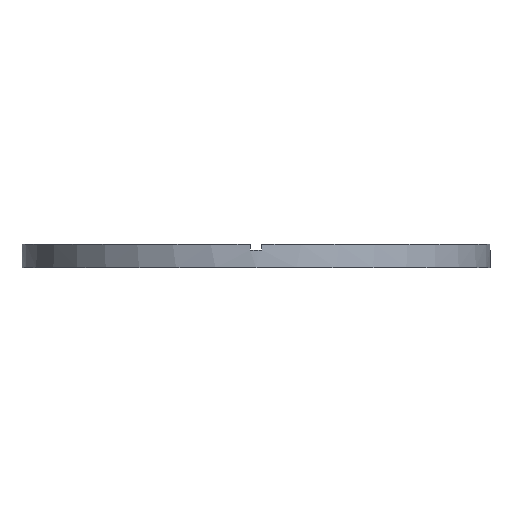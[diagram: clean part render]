
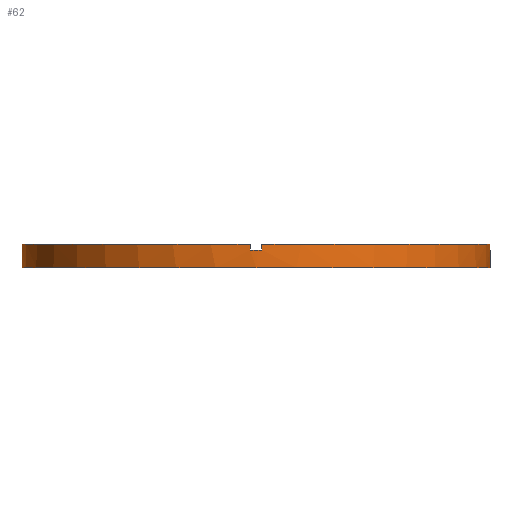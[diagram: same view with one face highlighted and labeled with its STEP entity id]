
A CAD part, front view. The second image highlights one B-rep face of the part: STEP entity #62.
In plain terms, the highlighted cylindrical face has radius 39.5 mm (diameter 79 mm), a partial arc.
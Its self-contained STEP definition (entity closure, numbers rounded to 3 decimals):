
#2 = CARTESIAN_POINT ( 'NONE',  ( -39.487, -1., 3. ) ) ;
#8 = CARTESIAN_POINT ( 'NONE',  ( -39.5, 0., 4. ) ) ;
#9 = DIRECTION ( 'NONE',  ( 0., 0., 1. ) ) ;
#13 = CARTESIAN_POINT ( 'NONE',  ( 39.5, 0., 0. ) ) ;
#20 = AXIS2_PLACEMENT_3D ( 'NONE', #140, #157, #472 ) ;
#25 = DIRECTION ( 'NONE',  ( 0., 0., 1. ) ) ;
#30 = LINE ( 'NONE', #115, #554 ) ;
#32 = VECTOR ( 'NONE', #668, 1000. ) ;
#44 = CIRCLE ( 'NONE', #354, 39.5 ) ;
#53 = VECTOR ( 'NONE', #25, 1000. ) ;
#54 = DIRECTION ( 'NONE',  ( 0., 0., -1. ) ) ;
#58 = AXIS2_PLACEMENT_3D ( 'NONE', #289, #533, #528 ) ;
#59 = VECTOR ( 'NONE', #385, 1000. ) ;
#60 = LINE ( 'NONE', #495, #327 ) ;
#62 = ADVANCED_FACE ( 'NONE', ( #401 ), #391, .T. ) ;
#77 = VERTEX_POINT ( 'NONE', #601 ) ;
#115 = CARTESIAN_POINT ( 'NONE',  ( -1., -39.487, 4. ) ) ;
#122 = CARTESIAN_POINT ( 'NONE',  ( 39.487, -1., 4. ) ) ;
#124 = DIRECTION ( 'NONE',  ( 0., 0., -1. ) ) ;
#140 = CARTESIAN_POINT ( 'NONE',  ( 0., 0., 4. ) ) ;
#144 = AXIS2_PLACEMENT_3D ( 'NONE', #549, #514, #684 ) ;
#150 = CARTESIAN_POINT ( 'NONE',  ( 1., -39.487, 4. ) ) ;
#156 = CARTESIAN_POINT ( 'NONE',  ( 39.487, -1., 4. ) ) ;
#157 = DIRECTION ( 'NONE',  ( 0., 0., 1. ) ) ;
#169 = VERTEX_POINT ( 'NONE', #2 ) ;
#170 = CARTESIAN_POINT ( 'NONE',  ( 39.487, -1., 3. ) ) ;
#185 = VERTEX_POINT ( 'NONE', #150 ) ;
#220 = AXIS2_PLACEMENT_3D ( 'NONE', #279, #351, #695 ) ;
#221 = ORIENTED_EDGE ( 'NONE', *, *, #452, .T. ) ;
#227 = ORIENTED_EDGE ( 'NONE', *, *, #386, .T. ) ;
#238 = DIRECTION ( 'NONE',  ( 0., 0., 1. ) ) ;
#242 = EDGE_LOOP ( 'NONE', ( #366, #735, #699, #724, #730, #460, #227, #483, #221, #463, #484, #762 ) ) ;
#245 = VERTEX_POINT ( 'NONE', #426 ) ;
#248 = VERTEX_POINT ( 'NONE', #381 ) ;
#254 = DIRECTION ( 'NONE',  ( 1., 0., 0. ) ) ;
#260 = EDGE_CURVE ( 'NONE', #711, #444, #44, .T. ) ;
#262 = EDGE_CURVE ( 'NONE', #761, #248, #556, .T. ) ;
#272 = AXIS2_PLACEMENT_3D ( 'NONE', #402, #238, #449 ) ;
#279 = CARTESIAN_POINT ( 'NONE',  ( 0., 0., 4. ) ) ;
#282 = EDGE_CURVE ( 'NONE', #450, #442, #301, .T. ) ;
#289 = CARTESIAN_POINT ( 'NONE',  ( 0., 0., 3. ) ) ;
#301 = LINE ( 'NONE', #156, #53 ) ;
#313 = AXIS2_PLACEMENT_3D ( 'NONE', #526, #693, #488 ) ;
#321 = LINE ( 'NONE', #375, #328 ) ;
#322 = CARTESIAN_POINT ( 'NONE',  ( -39.5, 0., 3. ) ) ;
#325 = LINE ( 'NONE', #634, #59 ) ;
#327 = VECTOR ( 'NONE', #124, 1000. ) ;
#328 = VECTOR ( 'NONE', #54, 1000. ) ;
#332 = CIRCLE ( 'NONE', #20, 39.5 ) ;
#351 = DIRECTION ( 'NONE',  ( 0., 0., 1. ) ) ;
#354 = AXIS2_PLACEMENT_3D ( 'NONE', #731, #538, #254 ) ;
#366 = ORIENTED_EDGE ( 'NONE', *, *, #621, .F. ) ;
#375 = CARTESIAN_POINT ( 'NONE',  ( 1., -39.487, 4. ) ) ;
#381 = CARTESIAN_POINT ( 'NONE',  ( -39.5, 0., 0. ) ) ;
#385 = DIRECTION ( 'NONE',  ( 0., 0., -1. ) ) ;
#386 = EDGE_CURVE ( 'NONE', #711, #740, #30, .T. ) ;
#391 = CYLINDRICAL_SURFACE ( 'NONE', #313, 39.5 ) ;
#393 = EDGE_CURVE ( 'NONE', #761, #169, #553, .T. ) ;
#401 = FACE_OUTER_BOUND ( 'NONE', #242, .T. ) ;
#402 = CARTESIAN_POINT ( 'NONE',  ( 0., 0., 0. ) ) ;
#414 = EDGE_CURVE ( 'NONE', #185, #444, #321, .T. ) ;
#426 = CARTESIAN_POINT ( 'NONE',  ( 39.5, 0., 3. ) ) ;
#442 = VERTEX_POINT ( 'NONE', #122 ) ;
#444 = VERTEX_POINT ( 'NONE', #738 ) ;
#449 = DIRECTION ( 'NONE',  ( 1., 0., 0. ) ) ;
#450 = VERTEX_POINT ( 'NONE', #170 ) ;
#452 = EDGE_CURVE ( 'NONE', #77, #169, #60, .T. ) ;
#460 = ORIENTED_EDGE ( 'NONE', *, *, #260, .F. ) ;
#463 = ORIENTED_EDGE ( 'NONE', *, *, #393, .F. ) ;
#472 = DIRECTION ( 'NONE',  ( 1., 0., 0. ) ) ;
#483 = ORIENTED_EDGE ( 'NONE', *, *, #652, .F. ) ;
#484 = ORIENTED_EDGE ( 'NONE', *, *, #262, .T. ) ;
#488 = DIRECTION ( 'NONE',  ( -1., 0., 0. ) ) ;
#495 = CARTESIAN_POINT ( 'NONE',  ( -39.487, -1., 4. ) ) ;
#514 = DIRECTION ( 'NONE',  ( 0., 0., 1. ) ) ;
#526 = CARTESIAN_POINT ( 'NONE',  ( 0., 0., 4. ) ) ;
#528 = DIRECTION ( 'NONE',  ( 1., 0., 0. ) ) ;
#533 = DIRECTION ( 'NONE',  ( 0., 0., 1. ) ) ;
#538 = DIRECTION ( 'NONE',  ( 0., 0., 1. ) ) ;
#549 = CARTESIAN_POINT ( 'NONE',  ( 0., 0., 3. ) ) ;
#553 = CIRCLE ( 'NONE', #58, 39.5 ) ;
#554 = VECTOR ( 'NONE', #9, 1000. ) ;
#556 = LINE ( 'NONE', #8, #32 ) ;
#578 = CIRCLE ( 'NONE', #144, 39.5 ) ;
#601 = CARTESIAN_POINT ( 'NONE',  ( -39.487, -1., 4. ) ) ;
#610 = CIRCLE ( 'NONE', #272, 39.5 ) ;
#618 = CIRCLE ( 'NONE', #220, 39.5 ) ;
#621 = EDGE_CURVE ( 'NONE', #245, #629, #325, .T. ) ;
#629 = VERTEX_POINT ( 'NONE', #13 ) ;
#634 = CARTESIAN_POINT ( 'NONE',  ( 39.5, 0., 4. ) ) ;
#651 = EDGE_CURVE ( 'NONE', #450, #245, #578, .T. ) ;
#652 = EDGE_CURVE ( 'NONE', #77, #740, #332, .T. ) ;
#668 = DIRECTION ( 'NONE',  ( 0., 0., -1. ) ) ;
#684 = DIRECTION ( 'NONE',  ( 1., 0., 0. ) ) ;
#693 = DIRECTION ( 'NONE',  ( 0., 0., -1. ) ) ;
#695 = DIRECTION ( 'NONE',  ( 1., 0., 0. ) ) ;
#699 = ORIENTED_EDGE ( 'NONE', *, *, #282, .T. ) ;
#700 = CARTESIAN_POINT ( 'NONE',  ( -1., -39.487, 4. ) ) ;
#711 = VERTEX_POINT ( 'NONE', #766 ) ;
#713 = EDGE_CURVE ( 'NONE', #185, #442, #618, .T. ) ;
#724 = ORIENTED_EDGE ( 'NONE', *, *, #713, .F. ) ;
#730 = ORIENTED_EDGE ( 'NONE', *, *, #414, .T. ) ;
#731 = CARTESIAN_POINT ( 'NONE',  ( 0., 0., 3. ) ) ;
#735 = ORIENTED_EDGE ( 'NONE', *, *, #651, .F. ) ;
#738 = CARTESIAN_POINT ( 'NONE',  ( 1., -39.487, 3. ) ) ;
#740 = VERTEX_POINT ( 'NONE', #700 ) ;
#761 = VERTEX_POINT ( 'NONE', #322 ) ;
#762 = ORIENTED_EDGE ( 'NONE', *, *, #765, .T. ) ;
#765 = EDGE_CURVE ( 'NONE', #248, #629, #610, .T. ) ;
#766 = CARTESIAN_POINT ( 'NONE',  ( -1., -39.487, 3. ) ) ;
